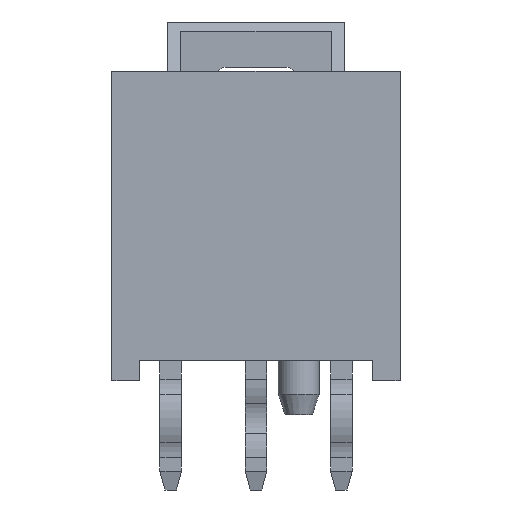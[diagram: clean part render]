
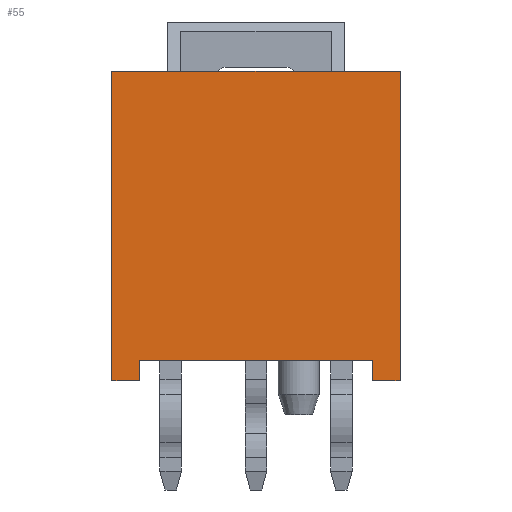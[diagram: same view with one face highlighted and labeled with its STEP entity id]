
A CAD part, front view. The second image highlights one B-rep face of the part: STEP entity #55.
In plain terms, the highlighted planar face has unit normal (0, -1, 0).
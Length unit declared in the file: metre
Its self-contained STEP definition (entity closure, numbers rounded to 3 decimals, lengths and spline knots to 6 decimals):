
#55 = ADVANCED_FACE( '', ( #206 ), #207, .F. );
#206 = FACE_OUTER_BOUND( '', #494, .T. );
#207 = PLANE( '', #495 );
#494 = EDGE_LOOP( '', ( #851, #852, #853, #854, #855, #856, #857, #858 ) );
#495 = AXIS2_PLACEMENT_3D( '', #859, #860, #861 );
#851 = ORIENTED_EDGE( '', *, *, #1986, .T. );
#852 = ORIENTED_EDGE( '', *, *, #1987, .F. );
#853 = ORIENTED_EDGE( '', *, *, #1988, .F. );
#854 = ORIENTED_EDGE( '', *, *, #1989, .F. );
#855 = ORIENTED_EDGE( '', *, *, #1990, .T. );
#856 = ORIENTED_EDGE( '', *, *, #1991, .F. );
#857 = ORIENTED_EDGE( '', *, *, #1992, .F. );
#858 = ORIENTED_EDGE( '', *, *, #1993, .F. );
#859 = CARTESIAN_POINT( '', ( 0., -0.00174, 0. ) );
#860 = DIRECTION( '', ( 0., 1., 0. ) );
#861 = DIRECTION( '', ( 1., 0., 0. ) );
#1986 = EDGE_CURVE( '', #2409, #2410, #2411, .T. );
#1987 = EDGE_CURVE( '', #2412, #2410, #2413, .T. );
#1988 = EDGE_CURVE( '', #2414, #2412, #2415, .T. );
#1989 = EDGE_CURVE( '', #2416, #2414, #2417, .T. );
#1990 = EDGE_CURVE( '', #2416, #2418, #2419, .T. );
#1991 = EDGE_CURVE( '', #2420, #2418, #2421, .T. );
#1992 = EDGE_CURVE( '', #2422, #2420, #2423, .T. );
#1993 = EDGE_CURVE( '', #2409, #2422, #2424, .T. );
#2409 = VERTEX_POINT( '', #3073 );
#2410 = VERTEX_POINT( '', #3074 );
#2411 = LINE( '', #3075, #3076 );
#2412 = VERTEX_POINT( '', #3077 );
#2413 = LINE( '', #3078, #3079 );
#2414 = VERTEX_POINT( '', #3080 );
#2415 = LINE( '', #3081, #3082 );
#2416 = VERTEX_POINT( '', #3083 );
#2417 = LINE( '', #3084, #3085 );
#2418 = VERTEX_POINT( '', #3086 );
#2419 = LINE( '', #3087, #3088 );
#2420 = VERTEX_POINT( '', #3089 );
#2421 = LINE( '', #3090, #3091 );
#2422 = VERTEX_POINT( '', #3092 );
#2423 = LINE( '', #3093, #3094 );
#2424 = LINE( '', #3095, #3096 );
#3073 = CARTESIAN_POINT( '', ( 0.00342, -0.00174, -0.00423 ) );
#3074 = CARTESIAN_POINT( '', ( 0.00342, -0.00174, -0.00483 ) );
#3075 = CARTESIAN_POINT( '', ( 0.00342, -0.00174, -0.00423 ) );
#3076 = VECTOR( '', #3921, 1. );
#3077 = CARTESIAN_POINT( '', ( 0.00422, -0.00174, -0.00483 ) );
#3078 = CARTESIAN_POINT( '', ( 0.00422, -0.00174, -0.00483 ) );
#3079 = VECTOR( '', #3922, 1. );
#3080 = CARTESIAN_POINT( '', ( 0.00422, -0.00174, 0.00423 ) );
#3081 = CARTESIAN_POINT( '', ( 0.00422, -0.00174, 0.00423 ) );
#3082 = VECTOR( '', #3923, 1. );
#3083 = CARTESIAN_POINT( '', ( -0.00422, -0.00174, 0.00423 ) );
#3084 = CARTESIAN_POINT( '', ( -0.00422, -0.00174, 0.00423 ) );
#3085 = VECTOR( '', #3924, 1. );
#3086 = CARTESIAN_POINT( '', ( -0.00422, -0.00174, -0.00483 ) );
#3087 = CARTESIAN_POINT( '', ( -0.00422, -0.00174, 0.00423 ) );
#3088 = VECTOR( '', #3925, 1. );
#3089 = CARTESIAN_POINT( '', ( -0.00342, -0.00174, -0.00483 ) );
#3090 = CARTESIAN_POINT( '', ( -0.00342, -0.00174, -0.00483 ) );
#3091 = VECTOR( '', #3926, 1. );
#3092 = CARTESIAN_POINT( '', ( -0.00342, -0.00174, -0.00423 ) );
#3093 = CARTESIAN_POINT( '', ( -0.00342, -0.00174, -0.00423 ) );
#3094 = VECTOR( '', #3927, 1. );
#3095 = CARTESIAN_POINT( '', ( 0.00342, -0.00174, -0.00423 ) );
#3096 = VECTOR( '', #3928, 1. );
#3921 = DIRECTION( '', ( 0., 0., -1. ) );
#3922 = DIRECTION( '', ( -1., 0., 0. ) );
#3923 = DIRECTION( '', ( 0., 0., -1. ) );
#3924 = DIRECTION( '', ( 1., 0., 0. ) );
#3925 = DIRECTION( '', ( 0., 0., -1. ) );
#3926 = DIRECTION( '', ( -1., 0., 0. ) );
#3927 = DIRECTION( '', ( 0., 0., -1. ) );
#3928 = DIRECTION( '', ( -1., 0., 0. ) );
